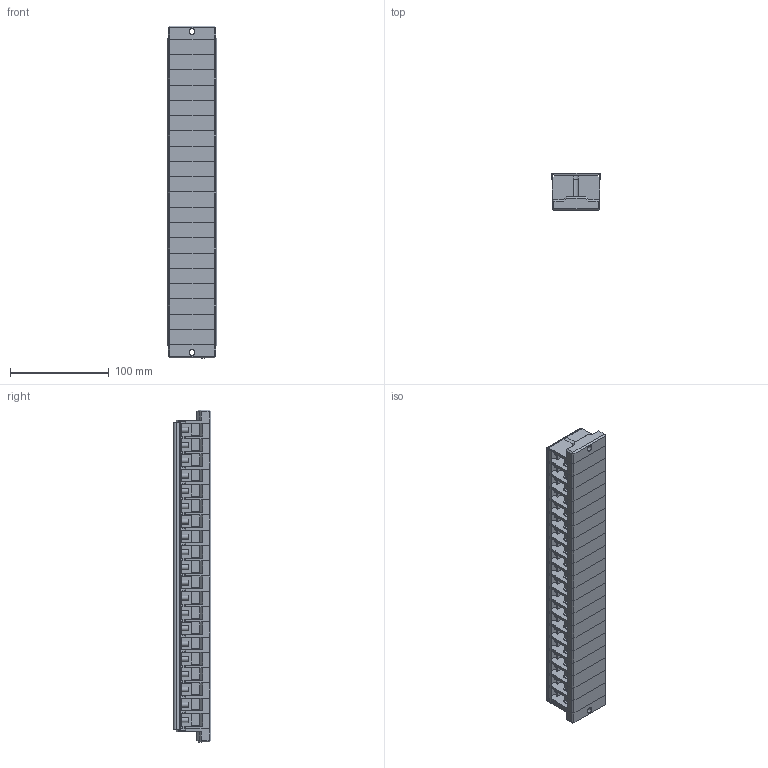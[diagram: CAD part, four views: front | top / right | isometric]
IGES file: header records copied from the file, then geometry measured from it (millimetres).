
Start section: SolidWorks IGES file using analytic representation for surfaces
Global section: file name: BTBH50C20_rev0.0.IGS; native system: SolidWorks 2019; preprocessor: SolidWorks 2019; author: 1003643; date: 211020.091613; units: millimetre
Bounding box: 50.6 x 38 x 337 mm (x, y, z)
Surface area: 189303.6 mm2 (no closed solid volume)
Topology: 0 solids, 0 shells, 1959 faces, 18582 edges, 18582 vertices
Faces by surface type: bspline 1596, revolution 363
